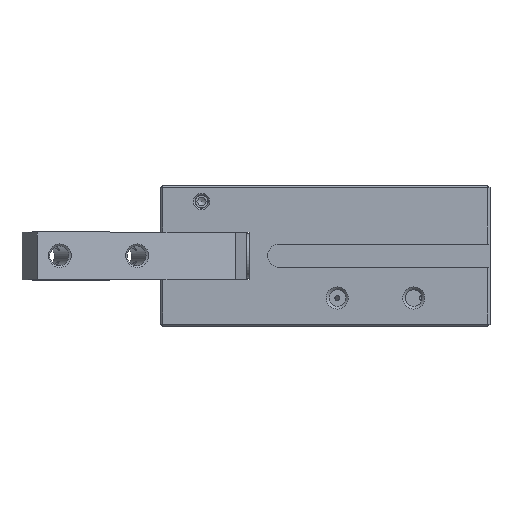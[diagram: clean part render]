
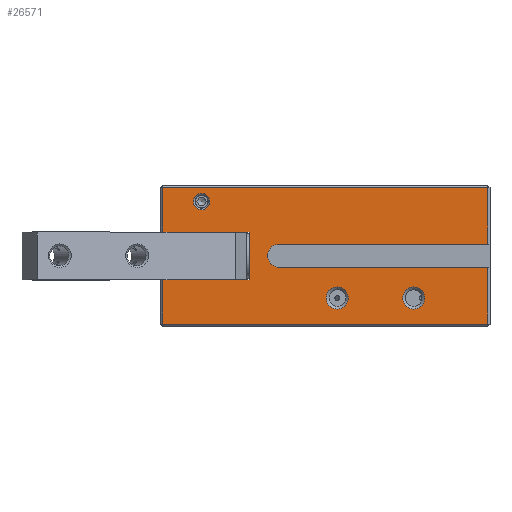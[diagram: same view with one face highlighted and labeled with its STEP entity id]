
A CAD part, top view. The second image highlights one B-rep face of the part: STEP entity #26571.
In plain terms, the highlighted planar face has unit normal (0, 0, 1).
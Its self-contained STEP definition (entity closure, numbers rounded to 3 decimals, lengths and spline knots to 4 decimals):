
#488=CIRCLE($,#27535,0.2767);
#489=CIRCLE($,#27537,0.29);
#490=CIRCLE($,#27538,0.2767);
#491=CIRCLE($,#27539,0.2021);
#861=FACE_BOUND($,#4556,.T.);
#862=FACE_BOUND($,#4557,.T.);
#863=FACE_BOUND($,#4558,.T.);
#1443=PLANE($,#27536);
#2824=FACE_OUTER_BOUND($,#4555,.T.);
#4555=EDGE_LOOP($,(#23809,#23810,#23811,#23812,#23813,#23814,#23815,#23816,
#23817,#23818,#23819,#23820,#23821,#23822));
#4556=EDGE_LOOP($,(#23823));
#4557=EDGE_LOOP($,(#23824));
#4558=EDGE_LOOP($,(#23825));
#6610=LINE($,#52247,#8510);
#6621=LINE($,#52274,#8521);
#6660=LINE($,#52574,#8560);
#6727=LINE($,#52931,#8627);
#6757=LINE($,#53027,#8657);
#6758=LINE($,#53029,#8658);
#6759=LINE($,#53033,#8659);
#6760=LINE($,#53035,#8660);
#6761=LINE($,#53037,#8661);
#6762=LINE($,#53038,#8662);
#6763=LINE($,#53039,#8663);
#6764=LINE($,#53041,#8664);
#6765=LINE($,#53042,#8665);
#8510=VECTOR($,#30794,0.9081);
#8521=VECTOR($,#30811,0.9081);
#8560=VECTOR($,#30942,1.2419);
#8627=VECTOR($,#31109,1.2419);
#8657=VECTOR($,#31187,1.41);
#8658=VECTOR($,#31188,5.2);
#8659=VECTOR($,#31191,5.2);
#8660=VECTOR($,#31192,1.41);
#8661=VECTOR($,#31193,8.1);
#8662=VECTOR($,#31194,1.1075);
#8663=VECTOR($,#31195,1.185);
#8664=VECTOR($,#31196,1.1075);
#8665=VECTOR($,#31197,8.1);
#12543=VERTEX_POINT($,#52244);
#12544=VERTEX_POINT($,#52246);
#12556=VERTEX_POINT($,#52271);
#12557=VERTEX_POINT($,#52273);
#12601=VERTEX_POINT($,#52573);
#12670=VERTEX_POINT($,#52929);
#12710=VERTEX_POINT($,#53022);
#12711=VERTEX_POINT($,#53025);
#12712=VERTEX_POINT($,#53026);
#12713=VERTEX_POINT($,#53028);
#12714=VERTEX_POINT($,#53030);
#12715=VERTEX_POINT($,#53032);
#12716=VERTEX_POINT($,#53034);
#12717=VERTEX_POINT($,#53036);
#12718=VERTEX_POINT($,#53040);
#12719=VERTEX_POINT($,#53043);
#12720=VERTEX_POINT($,#53045);
#16270=EDGE_CURVE($,#12543,#12544,#6610,.T.);
#16283=EDGE_CURVE($,#12556,#12557,#6621,.T.);
#16344=EDGE_CURVE($,#12544,#12601,#6660,.T.);
#16435=EDGE_CURVE($,#12670,#12556,#6727,.T.);
#16477=EDGE_CURVE($,#12710,#12710,#488,.T.);
#16478=EDGE_CURVE($,#12711,#12712,#6757,.T.);
#16479=EDGE_CURVE($,#12711,#12713,#6758,.T.);
#16480=EDGE_CURVE($,#12713,#12714,#489,.T.);
#16481=EDGE_CURVE($,#12714,#12715,#6759,.T.);
#16482=EDGE_CURVE($,#12716,#12715,#6760,.T.);
#16483=EDGE_CURVE($,#12717,#12716,#6761,.T.);
#16484=EDGE_CURVE($,#12557,#12717,#6762,.T.);
#16485=EDGE_CURVE($,#12601,#12670,#6763,.T.);
#16486=EDGE_CURVE($,#12718,#12543,#6764,.T.);
#16487=EDGE_CURVE($,#12712,#12718,#6765,.T.);
#16488=EDGE_CURVE($,#12719,#12719,#490,.T.);
#16489=EDGE_CURVE($,#12720,#12720,#491,.T.);
#23809=ORIENTED_EDGE($,*,*,#16478,.F.);
#23810=ORIENTED_EDGE($,*,*,#16479,.T.);
#23811=ORIENTED_EDGE($,*,*,#16480,.T.);
#23812=ORIENTED_EDGE($,*,*,#16481,.T.);
#23813=ORIENTED_EDGE($,*,*,#16482,.F.);
#23814=ORIENTED_EDGE($,*,*,#16483,.F.);
#23815=ORIENTED_EDGE($,*,*,#16484,.F.);
#23816=ORIENTED_EDGE($,*,*,#16283,.F.);
#23817=ORIENTED_EDGE($,*,*,#16435,.F.);
#23818=ORIENTED_EDGE($,*,*,#16485,.F.);
#23819=ORIENTED_EDGE($,*,*,#16344,.F.);
#23820=ORIENTED_EDGE($,*,*,#16270,.F.);
#23821=ORIENTED_EDGE($,*,*,#16486,.F.);
#23822=ORIENTED_EDGE($,*,*,#16487,.F.);
#23823=ORIENTED_EDGE($,*,*,#16488,.F.);
#23824=ORIENTED_EDGE($,*,*,#16489,.F.);
#23825=ORIENTED_EDGE($,*,*,#16477,.F.);
#26571=ADVANCED_FACE($,(#2824,#861,#862,#863),#1443,.T.);
#27535=AXIS2_PLACEMENT_3D($,#53023,#31183,#31184);
#27536=AXIS2_PLACEMENT_3D($,#53024,#31185,#31186);
#27537=AXIS2_PLACEMENT_3D($,#53031,#31189,#31190);
#27538=AXIS2_PLACEMENT_3D($,#53044,#31198,#31199);
#27539=AXIS2_PLACEMENT_3D($,#53046,#31200,#31201);
#30794=DIRECTION($,(1.,0.,0.));
#30811=DIRECTION($,(-1.,0.,0.));
#30942=DIRECTION($,(1.,0.,0.));
#31109=DIRECTION($,(-1.,0.,0.));
#31183=DIRECTION('center_axis',(0.,0.,1.));
#31184=DIRECTION('ref_axis',(-1.,0.,0.));
#31185=DIRECTION('center_axis',(0.,0.,1.));
#31186=DIRECTION('ref_axis',(1.,0.,0.));
#31187=DIRECTION($,(0.,-1.,0.));
#31188=DIRECTION($,(-1.,0.,0.));
#31189=DIRECTION('center_axis',(0.,0.,-1.));
#31190=DIRECTION('ref_axis',(0.,1.,0.));
#31191=DIRECTION($,(1.,0.,0.));
#31192=DIRECTION($,(0.,-1.,0.));
#31193=DIRECTION($,(1.,0.,0.));
#31194=DIRECTION($,(0.,1.,0.));
#31195=DIRECTION($,(0.,1.,0.));
#31196=DIRECTION($,(0.,1.,0.));
#31197=DIRECTION($,(-1.,0.,0.));
#31198=DIRECTION('center_axis',(0.,0.,1.));
#31199=DIRECTION('ref_axis',(-1.,0.,0.));
#31200=DIRECTION('center_axis',(0.,0.,1.));
#31201=DIRECTION('ref_axis',(-1.,0.,0.));
#52244=CARTESIAN_POINT('',(0.05,1.1575,4.5));
#52246=CARTESIAN_POINT('',(0.9581,1.1575,4.5));
#52247=CARTESIAN_POINT($,(0.05,1.1575,4.5));
#52271=CARTESIAN_POINT('',(0.9581,2.3425,4.5));
#52273=CARTESIAN_POINT('',(0.05,2.3425,4.5));
#52274=CARTESIAN_POINT($,(0.9581,2.3425,4.5));
#52573=CARTESIAN_POINT('',(2.2,1.1575,4.5));
#52574=CARTESIAN_POINT($,(0.9581,1.1575,4.5));
#52929=CARTESIAN_POINT('',(2.2,2.3425,4.5));
#52931=CARTESIAN_POINT($,(2.2,2.3425,4.5));
#53022=CARTESIAN_POINT('',(4.6767,0.7,4.5));
#53023=CARTESIAN_POINT('Origin',(4.4,0.7,4.5));
#53024=CARTESIAN_POINT('Origin',(3.719,1.75,4.5));
#53025=CARTESIAN_POINT('',(8.15,1.46,4.5));
#53026=CARTESIAN_POINT('',(8.15,0.05,4.5));
#53027=CARTESIAN_POINT($,(8.15,1.46,4.5));
#53028=CARTESIAN_POINT('',(2.95,1.46,4.5));
#53029=CARTESIAN_POINT($,(8.15,1.46,4.5));
#53030=CARTESIAN_POINT('',(2.95,2.04,4.5));
#53031=CARTESIAN_POINT('Origin',(2.95,1.75,4.5));
#53032=CARTESIAN_POINT('',(8.15,2.04,4.5));
#53033=CARTESIAN_POINT($,(2.95,2.04,4.5));
#53034=CARTESIAN_POINT('',(8.15,3.45,4.5));
#53035=CARTESIAN_POINT($,(8.15,3.45,4.5));
#53036=CARTESIAN_POINT('',(0.05,3.45,4.5));
#53037=CARTESIAN_POINT($,(0.05,3.45,4.5));
#53038=CARTESIAN_POINT($,(0.05,2.3425,4.5));
#53039=CARTESIAN_POINT($,(2.2,1.1575,4.5));
#53040=CARTESIAN_POINT('',(0.05,0.05,4.5));
#53041=CARTESIAN_POINT($,(0.05,0.05,4.5));
#53042=CARTESIAN_POINT($,(8.15,0.05,4.5));
#53043=CARTESIAN_POINT('',(6.5767,0.7,4.5));
#53044=CARTESIAN_POINT('Origin',(6.3,0.7,4.5));
#53045=CARTESIAN_POINT('',(1.2221,3.1,4.5));
#53046=CARTESIAN_POINT('Origin',(1.02,3.1,4.5));
